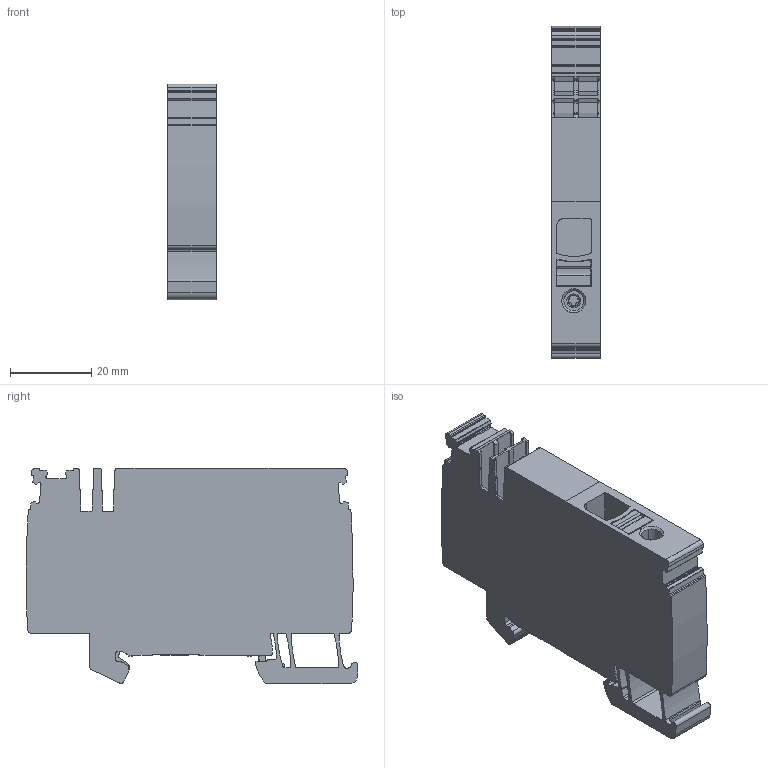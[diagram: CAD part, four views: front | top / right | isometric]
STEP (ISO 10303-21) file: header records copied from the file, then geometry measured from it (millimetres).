
FILE_DESCRIPTION(('CATIA V5R24 STEP','CAx-IF Rec.Pracs.--- Model Styling and Organization---1.2---2011-12-15'),'2;1');
FILE_NAME ('9325215_3', '2017-09-25T12:42:45+00:00', ('Weidmueller Interface'), ('Weidmueller'), 'CATIA Version 5-6 Release 2014 SP4 HF52', 'CATIA V5 STEP AP214', 'none');
FILE_SCHEMA(('AUTOMOTIVE_DESIGN { 1 0 10303 214 1 1 1 1 }'));
Length unit declared in the file: millimetre
Products named in the file (1): 2428920000_AAP21_10_FE
Bounding box: 12 x 81.8 x 53.13 mm (x, y, z)
Volume: 40926.8 mm3; surface area: 14312.3 mm2
Topology: 10 solids, 10 shells, 490 faces, 1421 edges, 957 vertices
Faces by surface type: plane 243, cylinder 188, extrusion 55, cone 4
Entity records: 17143 total; most frequent: CARTESIAN_POINT 4296, ORIENTED_EDGE 2842, DIRECTION 2052, EDGE_CURVE 1421, VECTOR 970, VERTEX_POINT 957, LINE 915, AXIS2_PLACEMENT_3D 723
